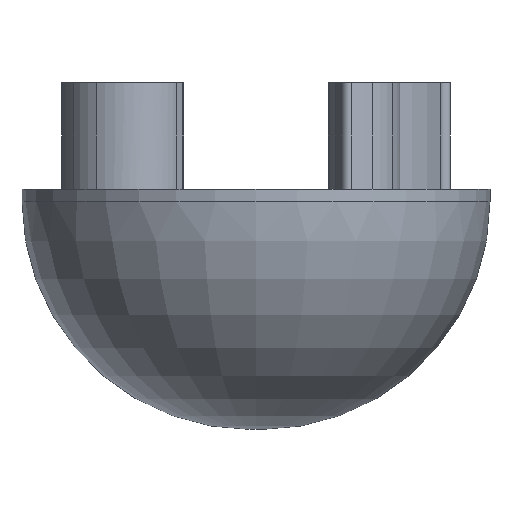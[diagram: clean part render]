
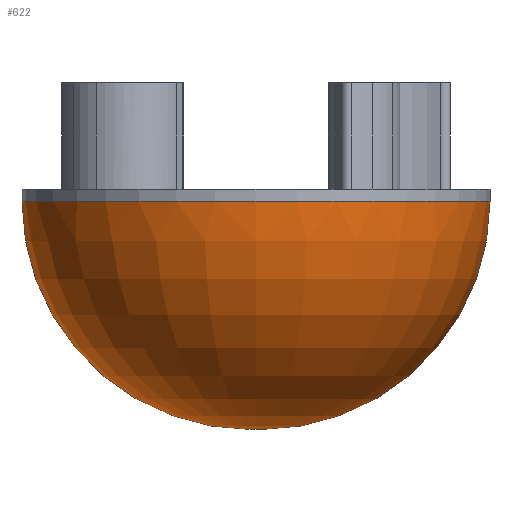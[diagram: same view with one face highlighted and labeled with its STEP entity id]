
A CAD part, front view. The second image highlights one B-rep face of the part: STEP entity #622.
In plain terms, the highlighted toroidal (fillet/blend) face has major radius 1.27 mm and minor radius 48.26 mm.
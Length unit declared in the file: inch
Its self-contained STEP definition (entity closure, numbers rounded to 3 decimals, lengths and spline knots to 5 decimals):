
#44 = CIRCLE ( 'NONE', #1218, 0.05 ) ;
#95 = EDGE_CURVE ( 'NONE', #194, #208, #1290, .T. ) ;
#164 = VERTEX_POINT ( 'NONE', #1639 ) ;
#194 = VERTEX_POINT ( 'NONE', #1815 ) ;
#208 = VERTEX_POINT ( 'NONE', #771 ) ;
#290 = EDGE_CURVE ( 'NONE', #164, #968, #1485, .T. ) ;
#303 = CARTESIAN_POINT ( 'NONE',  ( -0.05, 0., -0.1 ) ) ;
#395 = ORIENTED_EDGE ( 'NONE', *, *, #95, .F. ) ;
#521 = ORIENTED_EDGE ( 'NONE', *, *, #290, .T. ) ;
#600 = CARTESIAN_POINT ( 'NONE',  ( 0., 0., -2. ) ) ;
#622 = ADVANCED_FACE ( 'NONE', ( #1081 ), #1398, .T. ) ;
#771 = CARTESIAN_POINT ( 'NONE',  ( 0.05, 0., -2. ) ) ;
#790 = DIRECTION ( 'NONE',  ( -1., 0., 0. ) ) ;
#874 = DIRECTION ( 'NONE',  ( 0., 0., 1. ) ) ;
#909 = DIRECTION ( 'NONE',  ( 0., 0., -1. ) ) ;
#922 = DIRECTION ( 'NONE',  ( 0., -1., 0. ) ) ;
#931 = DIRECTION ( 'NONE',  ( 0., 0., -1. ) ) ;
#943 = AXIS2_PLACEMENT_3D ( 'NONE', #1189, #1347, #1356 ) ;
#968 = VERTEX_POINT ( 'NONE', #1502 ) ;
#991 = EDGE_LOOP ( 'NONE', ( #395, #1365, #521, #1171 ) ) ;
#1081 = FACE_OUTER_BOUND ( 'NONE', #991, .T. ) ;
#1091 = DIRECTION ( 'NONE',  ( 0., 0., -1. ) ) ;
#1150 = CIRCLE ( 'NONE', #1405, 1.95 ) ;
#1171 = ORIENTED_EDGE ( 'NONE', *, *, #1657, .F. ) ;
#1189 = CARTESIAN_POINT ( 'NONE',  ( 0.05, 0., -0.1 ) ) ;
#1218 = AXIS2_PLACEMENT_3D ( 'NONE', #600, #931, #790 ) ;
#1290 = CIRCLE ( 'NONE', #943, 1.9 ) ;
#1347 = DIRECTION ( 'NONE',  ( 0., 1., 0. ) ) ;
#1353 = CARTESIAN_POINT ( 'NONE',  ( 0., 0., -0.1 ) ) ;
#1356 = DIRECTION ( 'NONE',  ( -1., 0., 0. ) ) ;
#1365 = ORIENTED_EDGE ( 'NONE', *, *, #1506, .F. ) ;
#1377 = CARTESIAN_POINT ( 'NONE',  ( 0., 0., -0.1 ) ) ;
#1385 = DIRECTION ( 'NONE',  ( -1., 0., 0. ) ) ;
#1398 = TOROIDAL_SURFACE ( 'NONE', #1811, 0.05, 1.9 ) ;
#1405 = AXIS2_PLACEMENT_3D ( 'NONE', #1353, #874, #1959 ) ;
#1485 = CIRCLE ( 'NONE', #1833, 1.9 ) ;
#1502 = CARTESIAN_POINT ( 'NONE',  ( -0.05, 0., -2. ) ) ;
#1506 = EDGE_CURVE ( 'NONE', #164, #194, #1150, .T. ) ;
#1639 = CARTESIAN_POINT ( 'NONE',  ( -1.95, 0., -0.1 ) ) ;
#1657 = EDGE_CURVE ( 'NONE', #208, #968, #44, .T. ) ;
#1811 = AXIS2_PLACEMENT_3D ( 'NONE', #1377, #1091, #1385 ) ;
#1815 = CARTESIAN_POINT ( 'NONE',  ( 1.95, 0., -0.1 ) ) ;
#1833 = AXIS2_PLACEMENT_3D ( 'NONE', #303, #922, #909 ) ;
#1959 = DIRECTION ( 'NONE',  ( -1., 0., 0. ) ) ;
